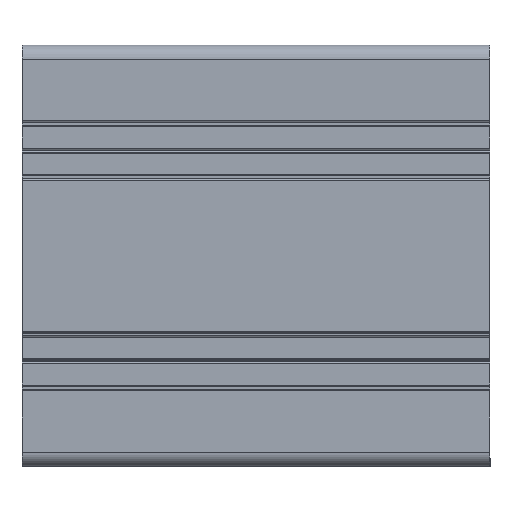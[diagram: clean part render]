
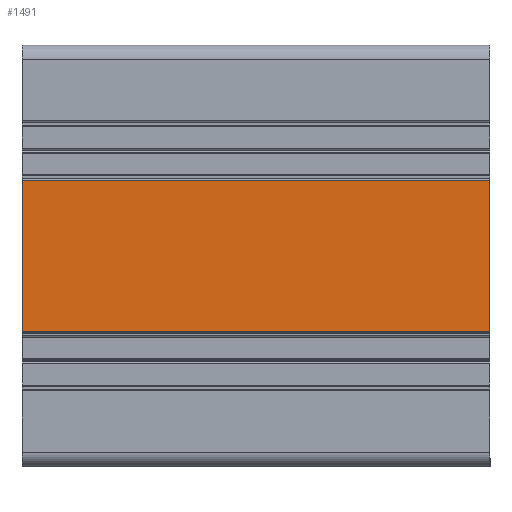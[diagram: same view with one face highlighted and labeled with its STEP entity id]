
A CAD part, top view. The second image highlights one B-rep face of the part: STEP entity #1491.
In plain terms, the highlighted planar face has unit normal (0, 0, 1).
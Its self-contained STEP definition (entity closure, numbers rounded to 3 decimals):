
#965 = VERTEX_POINT ( 'NONE', #12632 ) ;
#1065 = ORIENTED_EDGE ( 'NONE', *, *, #11346, .T. ) ;
#1491 = ADVANCED_FACE ( 'NONE', ( #18537 ), #11296, .F. ) ;
#1566 = ORIENTED_EDGE ( 'NONE', *, *, #3099, .T. ) ;
#1880 = LINE ( 'NONE', #14547, #15974 ) ;
#1996 = DIRECTION ( 'NONE',  ( -1., 0., 0. ) ) ;
#3099 = EDGE_CURVE ( 'NONE', #965, #10094, #20172, .T. ) ;
#3176 = CARTESIAN_POINT ( 'NONE',  ( -402.025, -17.185, 522.5 ) ) ;
#3762 = VECTOR ( 'NONE', #18247, 1000. ) ;
#3827 = VECTOR ( 'NONE', #6177, 1000. ) ;
#4720 = CARTESIAN_POINT ( 'NONE',  ( -502.025, -17.185, 522.5 ) ) ;
#5612 = LINE ( 'NONE', #12819, #19033 ) ;
#6177 = DIRECTION ( 'NONE',  ( -1., 0., 0. ) ) ;
#7448 = ORIENTED_EDGE ( 'NONE', *, *, #22117, .F. ) ;
#9760 = DIRECTION ( 'NONE',  ( -1., 0., 0. ) ) ;
#10094 = VERTEX_POINT ( 'NONE', #19805 ) ;
#11122 = CARTESIAN_POINT ( 'NONE',  ( -402.025, 15.165, 522.5 ) ) ;
#11296 = PLANE ( 'NONE',  #19406 ) ;
#11346 = EDGE_CURVE ( 'NONE', #10094, #15610, #5612, .T. ) ;
#11393 = DIRECTION ( 'NONE',  ( 0., -1., 0. ) ) ;
#12632 = CARTESIAN_POINT ( 'NONE',  ( -402.025, 15.165, 522.5 ) ) ;
#12819 = CARTESIAN_POINT ( 'NONE',  ( -502.025, 15.165, 522.5 ) ) ;
#14547 = CARTESIAN_POINT ( 'NONE',  ( -402.025, -17.185, 522.5 ) ) ;
#14815 = VERTEX_POINT ( 'NONE', #3176 ) ;
#14955 = CARTESIAN_POINT ( 'NONE',  ( -402.025, 15.165, 522.5 ) ) ;
#15088 = DIRECTION ( 'NONE',  ( 0., 0., -1. ) ) ;
#15610 = VERTEX_POINT ( 'NONE', #4720 ) ;
#15974 = VECTOR ( 'NONE', #1996, 1000. ) ;
#17022 = ORIENTED_EDGE ( 'NONE', *, *, #19222, .F. ) ;
#17903 = LINE ( 'NONE', #11122, #3762 ) ;
#18247 = DIRECTION ( 'NONE',  ( 0., -1., 0. ) ) ;
#18537 = FACE_OUTER_BOUND ( 'NONE', #21111, .T. ) ;
#19033 = VECTOR ( 'NONE', #11393, 1000. ) ;
#19222 = EDGE_CURVE ( 'NONE', #965, #14815, #17903, .T. ) ;
#19406 = AXIS2_PLACEMENT_3D ( 'NONE', #21972, #15088, #9760 ) ;
#19805 = CARTESIAN_POINT ( 'NONE',  ( -502.025, 15.165, 522.5 ) ) ;
#20172 = LINE ( 'NONE', #14955, #3827 ) ;
#21111 = EDGE_LOOP ( 'NONE', ( #1065, #7448, #17022, #1566 ) ) ;
#21972 = CARTESIAN_POINT ( 'NONE',  ( -402.025, 15.165, 522.5 ) ) ;
#22117 = EDGE_CURVE ( 'NONE', #14815, #15610, #1880, .T. ) ;
